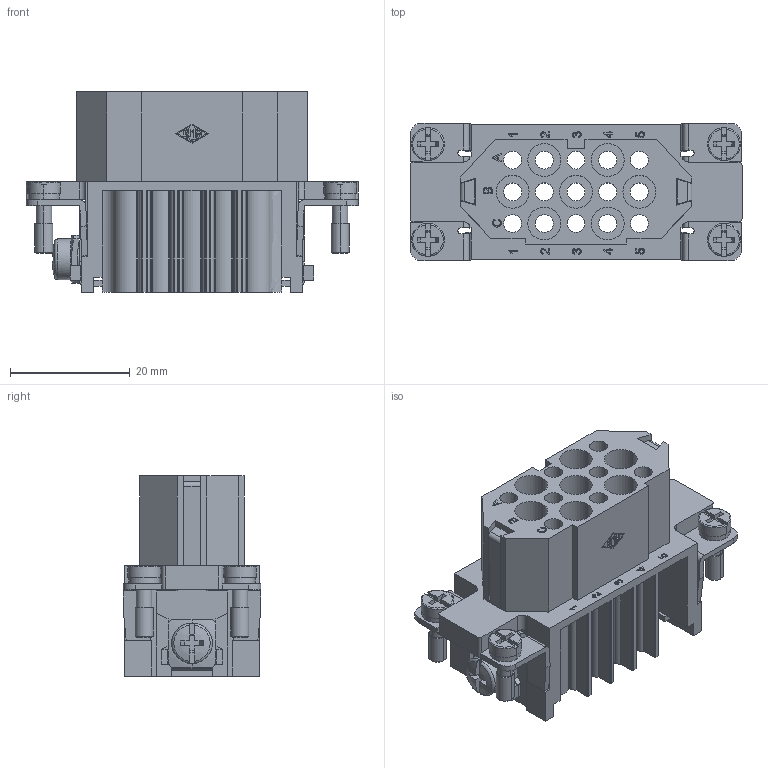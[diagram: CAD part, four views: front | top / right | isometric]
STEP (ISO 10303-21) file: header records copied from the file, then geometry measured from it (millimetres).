
FILE_DESCRIPTION((''),'2;1');
FILE_NAME('CDF 15.stp','2006-12-11T14:14:05',('gembarski'),(''),'Autodesk Inventor 7','Autodesk Inventor 7','');
FILE_SCHEMA(('AUTOMOTIVE_DESIGN { 1 0 10303 214 1 1 1 1 }'));
Length unit declared in the file: millimetre
Products named in the file (1): CDF 15 Kontakteinsätze mit Crimpanschluss
Bounding box: 55.5 x 23 x 33.51 mm (x, y, z)
Volume: 16185.3 mm3; surface area: 16348.3 mm2
Topology: 1 solids, 3 shells, 1168 faces, 3231 edges, 2125 vertices
Faces by surface type: plane 492, bspline 414, cylinder 242, torus 12, cone 8
Entity records: 39421 total; most frequent: CARTESIAN_POINT 10883, ORIENTED_EDGE 6462, DIRECTION 5020, EDGE_CURVE 3231, VECTOR 2148, LINE 2148, VERTEX_POINT 2125, AXIS2_PLACEMENT_3D 1436
